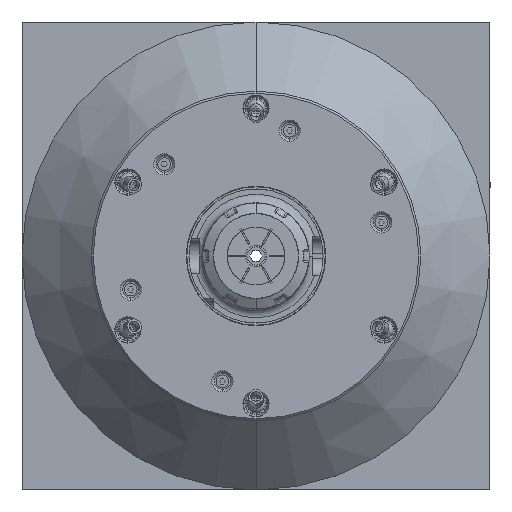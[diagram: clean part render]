
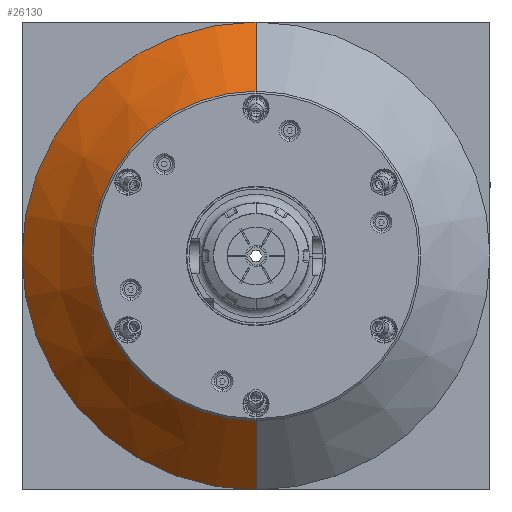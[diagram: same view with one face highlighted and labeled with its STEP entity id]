
A CAD part, left-side view. The second image highlights one B-rep face of the part: STEP entity #26130.
In plain terms, the highlighted conical face has half-angle 45 degrees and reference radius 110 mm.
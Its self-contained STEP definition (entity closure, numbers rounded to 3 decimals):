
#8786 = FACE_OUTER_BOUND ( 'NONE', #26199, .T. ) ;
#8787 = CARTESIAN_POINT ( 'NONE',  ( 41.5, 0., 0. ) ) ;
#8797 = AXIS2_PLACEMENT_3D ( 'NONE', #8874, #8871, #8869 ) ;
#8801 = CONICAL_SURFACE ( 'NONE', #8797, 110., 0.785 ) ;
#8857 = DIRECTION ( 'NONE',  ( 0., 0., -1. ) ) ;
#8858 = DIRECTION ( 'NONE',  ( 1., 0., 0. ) ) ;
#8862 = CARTESIAN_POINT ( 'NONE',  ( 41.5, 0., 77.5 ) ) ;
#8864 = DIRECTION ( 'NONE',  ( 0.707, 0., 0.707 ) ) ;
#8865 = VECTOR ( 'NONE', #8864, 1000. ) ;
#8866 = CARTESIAN_POINT ( 'NONE',  ( 74., 0., 110. ) ) ;
#8867 = LINE ( 'NONE', #8866, #8865 ) ;
#8868 = CIRCLE ( 'NONE', #8870, 77.5 ) ;
#8869 = DIRECTION ( 'NONE',  ( 0., 0., -1. ) ) ;
#8870 = AXIS2_PLACEMENT_3D ( 'NONE', #8787, #8858, #8857 ) ;
#8871 = DIRECTION ( 'NONE',  ( 1., 0., 0. ) ) ;
#8874 = CARTESIAN_POINT ( 'NONE',  ( 74., 0., 0. ) ) ;
#8883 = CARTESIAN_POINT ( 'NONE',  ( 74., 0., 110. ) ) ;
#9024 = DIRECTION ( 'NONE',  ( 0., 0., -1. ) ) ;
#9025 = DIRECTION ( 'NONE',  ( 1., 0., 0. ) ) ;
#9026 = CARTESIAN_POINT ( 'NONE',  ( 74., 0., 0. ) ) ;
#9027 = CARTESIAN_POINT ( 'NONE',  ( 74., 0., -110. ) ) ;
#9028 = CARTESIAN_POINT ( 'NONE',  ( 74., 110., 0. ) ) ;
#9029 = CIRCLE ( 'NONE', #9176, 110. ) ;
#9030 = AXIS2_PLACEMENT_3D ( 'NONE', #9026, #9025, #9024 ) ;
#9035 = CIRCLE ( 'NONE', #9030, 110. ) ;
#9041 = CARTESIAN_POINT ( 'NONE',  ( 41.5, 0., -77.5 ) ) ;
#9167 = DIRECTION ( 'NONE',  ( 0.707, 0., -0.707 ) ) ;
#9168 = VECTOR ( 'NONE', #9167, 1000. ) ;
#9169 = CARTESIAN_POINT ( 'NONE',  ( 74., 0., -110. ) ) ;
#9170 = LINE ( 'NONE', #9169, #9168 ) ;
#9174 = DIRECTION ( 'NONE',  ( 0., 0., -1. ) ) ;
#9175 = DIRECTION ( 'NONE',  ( 1., 0., 0. ) ) ;
#9176 = AXIS2_PLACEMENT_3D ( 'NONE', #9184, #9175, #9174 ) ;
#9184 = CARTESIAN_POINT ( 'NONE',  ( 74., 0., 0. ) ) ;
#26130 = ADVANCED_FACE ( 'NONE', ( #8786 ), #8801, .T. ) ;
#26131 = ORIENTED_EDGE ( 'NONE', *, *, #26133, .T. ) ;
#26132 = ORIENTED_EDGE ( 'NONE', *, *, #26134, .T. ) ;
#26133 = EDGE_CURVE ( 'NONE', #26136, #26200, #8867, .T. ) ;
#26134 = EDGE_CURVE ( 'NONE', #26255, #26136, #8868, .T. ) ;
#26135 = ORIENTED_EDGE ( 'NONE', *, *, #26266, .F. ) ;
#26136 = VERTEX_POINT ( 'NONE', #8862 ) ;
#26199 = EDGE_LOOP ( 'NONE', ( #26132, #26131, #26263, #26201, #26135 ) ) ;
#26200 = VERTEX_POINT ( 'NONE', #8883 ) ;
#26201 = ORIENTED_EDGE ( 'NONE', *, *, #26264, .F. ) ;
#26255 = VERTEX_POINT ( 'NONE', #9041 ) ;
#26259 = EDGE_CURVE ( 'NONE', #26260, #26200, #9035, .T. ) ;
#26260 = VERTEX_POINT ( 'NONE', #9028 ) ;
#26262 = VERTEX_POINT ( 'NONE', #9027 ) ;
#26263 = ORIENTED_EDGE ( 'NONE', *, *, #26259, .F. ) ;
#26264 = EDGE_CURVE ( 'NONE', #26262, #26260, #9029, .T. ) ;
#26266 = EDGE_CURVE ( 'NONE', #26255, #26262, #9170, .T. ) ;
